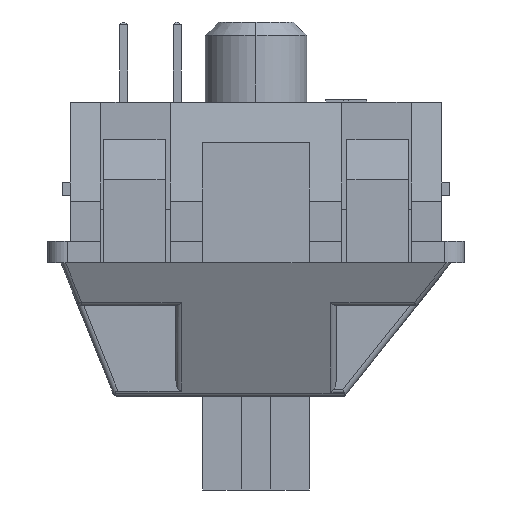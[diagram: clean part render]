
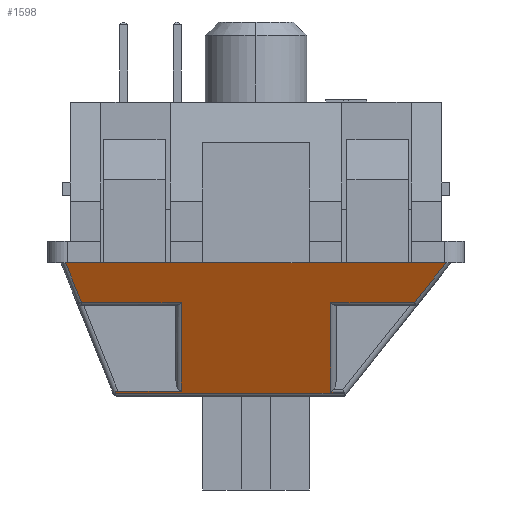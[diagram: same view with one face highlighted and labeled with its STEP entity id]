
A CAD part, left-side view. The second image highlights one B-rep face of the part: STEP entity #1598.
In plain terms, the highlighted face is planar.
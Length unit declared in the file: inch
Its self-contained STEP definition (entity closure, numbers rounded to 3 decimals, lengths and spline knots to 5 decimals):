
#205 = ORIENTED_EDGE ( 'NONE', *, *, #12899, .T. ) ;
#231 = EDGE_LOOP ( 'NONE', ( #2848, #3582, #5296, #11854, #10157, #2025, #11261, #5515, #8886, #715, #7520, #205 ) ) ;
#328 = CARTESIAN_POINT ( 'NONE',  ( -0.25808, 0.11024, 0.05864 ) ) ;
#378 = VERTEX_POINT ( 'NONE', #2043 ) ;
#465 = CARTESIAN_POINT ( 'NONE',  ( -0.1923, -0.20666, 0.1902 ) ) ;
#480 = DIRECTION ( 'NONE',  ( 0., 1., 0. ) ) ;
#715 = ORIENTED_EDGE ( 'NONE', *, *, #1413, .T. ) ;
#885 = DIRECTION ( 'NONE',  ( -0.447, 0., -0.894 ) ) ;
#1310 = VECTOR ( 'NONE', #9609, 39.37008 ) ;
#1413 = EDGE_CURVE ( 'NONE', #8046, #4467, #11753, .T. ) ;
#1598 = ADVANCED_FACE ( 'NONE', ( #3729 ), #9695, .T. ) ;
#1602 = LINE ( 'NONE', #8233, #6744 ) ;
#1656 = AXIS2_PLACEMENT_3D ( 'NONE', #7624, #3535, #10706 ) ;
#1691 = VERTEX_POINT ( 'NONE', #6739 ) ;
#1914 = CARTESIAN_POINT ( 'NONE',  ( -0.2874, 0.28014, 0. ) ) ;
#1998 = EDGE_CURVE ( 'NONE', #10205, #10869, #3712, .T. ) ;
#2025 = ORIENTED_EDGE ( 'NONE', *, *, #4603, .T. ) ;
#2043 = CARTESIAN_POINT ( 'NONE',  ( -0.19291, -0.11024, 0.18898 ) ) ;
#2442 = CARTESIAN_POINT ( 'NONE',  ( -0.2874, -0.2874, 0. ) ) ;
#2455 = VECTOR ( 'NONE', #7737, 39.37008 ) ;
#2708 = EDGE_CURVE ( 'NONE', #4467, #10582, #8733, .T. ) ;
#2848 = ORIENTED_EDGE ( 'NONE', *, *, #1998, .T. ) ;
#2981 = CARTESIAN_POINT ( 'NONE',  ( -0.19115, -0.20727, 0.1925 ) ) ;
#3108 = VECTOR ( 'NONE', #7497, 39.37008 ) ;
#3328 = CARTESIAN_POINT ( 'NONE',  ( -0.19208, -0.2874, 0.19064 ) ) ;
#3332 = DIRECTION ( 'NONE',  ( -0.364, 0.582, -0.727 ) ) ;
#3366 = EDGE_CURVE ( 'NONE', #5426, #8046, #10957, .T. ) ;
#3442 = EDGE_CURVE ( 'NONE', #8650, #5426, #13136, .T. ) ;
#3501 = CARTESIAN_POINT ( 'NONE',  ( -0.19291, -0.20333, 0.18898 ) ) ;
#3535 = DIRECTION ( 'NONE',  ( -0.894, 0., 0.447 ) ) ;
#3582 = ORIENTED_EDGE ( 'NONE', *, *, #8115, .T. ) ;
#3712 = LINE ( 'NONE', #2442, #1310 ) ;
#3729 = FACE_OUTER_BOUND ( 'NONE', #231, .T. ) ;
#3883 = DIRECTION ( 'NONE',  ( 0., 1., 0. ) ) ;
#3895 = VECTOR ( 'NONE', #885, 39.37008 ) ;
#3986 = EDGE_CURVE ( 'NONE', #1691, #378, #5189, .T. ) ;
#4367 = DIRECTION ( 'NONE',  ( 0., -1., 0. ) ) ;
#4429 = LINE ( 'NONE', #7653, #11976 ) ;
#4467 = VERTEX_POINT ( 'NONE', #328 ) ;
#4506 = CARTESIAN_POINT ( 'NONE',  ( -0.19115, 0.12967, 0.1925 ) ) ;
#4545 = CARTESIAN_POINT ( 'NONE',  ( -0.19291, -0.2053, 0.18898 ) ) ;
#4603 = EDGE_CURVE ( 'NONE', #1691, #12696, #12611, .T. ) ;
#5173 = CARTESIAN_POINT ( 'NONE',  ( -0.25808, 0.23322, 0.05864 ) ) ;
#5189 = LINE ( 'NONE', #9801, #2455 ) ;
#5296 = ORIENTED_EDGE ( 'NONE', *, *, #10316, .T. ) ;
#5426 = VERTEX_POINT ( 'NONE', #13220 ) ;
#5513 = VECTOR ( 'NONE', #4367, 39.37008 ) ;
#5515 = ORIENTED_EDGE ( 'NONE', *, *, #3442, .T. ) ;
#5560 = CARTESIAN_POINT ( 'NONE',  ( -0.19151, 0.12968, 0.19177 ) ) ;
#6580 = CARTESIAN_POINT ( 'NONE',  ( -0.19208, 0.12932, 0.19064 ) ) ;
#6588 = EDGE_CURVE ( 'NONE', #12696, #8650, #4429, .T. ) ;
#6739 = CARTESIAN_POINT ( 'NONE',  ( -0.19291, -0.20333, 0.18898 ) ) ;
#6744 = VECTOR ( 'NONE', #9269, 39.37008 ) ;
#6835 = EDGE_CURVE ( 'NONE', #13278, #378, #9877, .T. ) ;
#6849 = CARTESIAN_POINT ( 'NONE',  ( -0.2874, -0.28033, 0. ) ) ;
#7288 = CARTESIAN_POINT ( 'NONE',  ( -0.2874, -0.11024, 0. ) ) ;
#7410 = CARTESIAN_POINT ( 'NONE',  ( -0.19208, 0.11024, 0.19064 ) ) ;
#7453 = VECTOR ( 'NONE', #3332, 39.37008 ) ;
#7497 = DIRECTION ( 'NONE',  ( 0.421, 0.337, 0.842 ) ) ;
#7520 = ORIENTED_EDGE ( 'NONE', *, *, #2708, .T. ) ;
#7624 = CARTESIAN_POINT ( 'NONE',  ( -0.2874, -0.2874, 0. ) ) ;
#7635 = CARTESIAN_POINT ( 'NONE',  ( -0.19115, -0.20727, 0.1925 ) ) ;
#7653 = CARTESIAN_POINT ( 'NONE',  ( -0.19115, 0.12992, 0.1925 ) ) ;
#7713 = VERTEX_POINT ( 'NONE', #8258 ) ;
#7737 = DIRECTION ( 'NONE',  ( 0., 1., 0. ) ) ;
#8046 = VERTEX_POINT ( 'NONE', #7410 ) ;
#8115 = EDGE_CURVE ( 'NONE', #10869, #7713, #8579, .T. ) ;
#8233 = CARTESIAN_POINT ( 'NONE',  ( -0.25808, -0.2874, 0.05864 ) ) ;
#8258 = CARTESIAN_POINT ( 'NONE',  ( -0.25808, -0.25687, 0.05864 ) ) ;
#8528 = CARTESIAN_POINT ( 'NONE',  ( -0.25691, -0.25594, 0.06099 ) ) ;
#8579 = LINE ( 'NONE', #8528, #3108 ) ;
#8650 = VERTEX_POINT ( 'NONE', #10943 ) ;
#8733 = LINE ( 'NONE', #10041, #11135 ) ;
#8886 = ORIENTED_EDGE ( 'NONE', *, *, #3366, .T. ) ;
#9038 = CARTESIAN_POINT ( 'NONE',  ( -0.25808, -0.11024, 0.05864 ) ) ;
#9269 = DIRECTION ( 'NONE',  ( 0., 1., 0. ) ) ;
#9343 = DIRECTION ( 'NONE',  ( 0.447, 0., 0.894 ) ) ;
#9481 = CARTESIAN_POINT ( 'NONE',  ( -0.28894, 0.2826, -0.00308 ) ) ;
#9541 = VECTOR ( 'NONE', #9343, 39.37008 ) ;
#9609 = DIRECTION ( 'NONE',  ( 0., -1., 0. ) ) ;
#9695 = PLANE ( 'NONE',  #1656 ) ;
#9801 = CARTESIAN_POINT ( 'NONE',  ( -0.19291, -0.2874, 0.18898 ) ) ;
#9877 = LINE ( 'NONE', #7288, #9541 ) ;
#10041 = CARTESIAN_POINT ( 'NONE',  ( -0.25808, -0.2874, 0.05864 ) ) ;
#10157 = ORIENTED_EDGE ( 'NONE', *, *, #3986, .F. ) ;
#10205 = VERTEX_POINT ( 'NONE', #1914 ) ;
#10316 = EDGE_CURVE ( 'NONE', #7713, #13278, #1602, .T. ) ;
#10582 = VERTEX_POINT ( 'NONE', #5173 ) ;
#10706 = DIRECTION ( 'NONE',  ( 0.447, 0., 0.894 ) ) ;
#10869 = VERTEX_POINT ( 'NONE', #6849 ) ;
#10943 = CARTESIAN_POINT ( 'NONE',  ( -0.19115, 0.12967, 0.1925 ) ) ;
#10957 = LINE ( 'NONE', #3328, #5513 ) ;
#11135 = VECTOR ( 'NONE', #3883, 39.37008 ) ;
#11261 = ORIENTED_EDGE ( 'NONE', *, *, #6588, .T. ) ;
#11753 = LINE ( 'NONE', #13166, #3895 ) ;
#11854 = ORIENTED_EDGE ( 'NONE', *, *, #6835, .T. ) ;
#11976 = VECTOR ( 'NONE', #480, 39.37008 ) ;
#12571 = LINE ( 'NONE', #9481, #7453 ) ;
#12611 =( BOUNDED_CURVE ( )  B_SPLINE_CURVE ( 3, ( #3501, #4545, #465, #7635 ),
 .UNSPECIFIED., .F., .F. ) 
 B_SPLINE_CURVE_WITH_KNOTS ( ( 4, 4 ),
 ( 6.09958, 6.78145 ),
 .UNSPECIFIED. ) 
 CURVE ( )  GEOMETRIC_REPRESENTATION_ITEM ( )  RATIONAL_B_SPLINE_CURVE ( ( 1., 0.962, 0.962, 1. ) ) 
 REPRESENTATION_ITEM ( '' )  );
#12693 = CARTESIAN_POINT ( 'NONE',  ( -0.19183, 0.12956, 0.19115 ) ) ;
#12696 = VERTEX_POINT ( 'NONE', #2981 ) ;
#12899 = EDGE_CURVE ( 'NONE', #10582, #10205, #12571, .T. ) ;
#13136 =( BOUNDED_CURVE ( )  B_SPLINE_CURVE ( 3, ( #4506, #5560, #12693, #6580 ),
 .UNSPECIFIED., .F., .F. ) 
 B_SPLINE_CURVE_WITH_KNOTS ( ( 4, 4 ),
 ( 2.76246, 2.98069 ),
 .UNSPECIFIED. ) 
 CURVE ( )  GEOMETRIC_REPRESENTATION_ITEM ( )  RATIONAL_B_SPLINE_CURVE ( ( 1., 0.996, 0.996, 1. ) ) 
 REPRESENTATION_ITEM ( '' )  );
#13166 = CARTESIAN_POINT ( 'NONE',  ( -0.2874, 0.11024, 0. ) ) ;
#13220 = CARTESIAN_POINT ( 'NONE',  ( -0.19208, 0.12932, 0.19064 ) ) ;
#13278 = VERTEX_POINT ( 'NONE', #9038 ) ;
